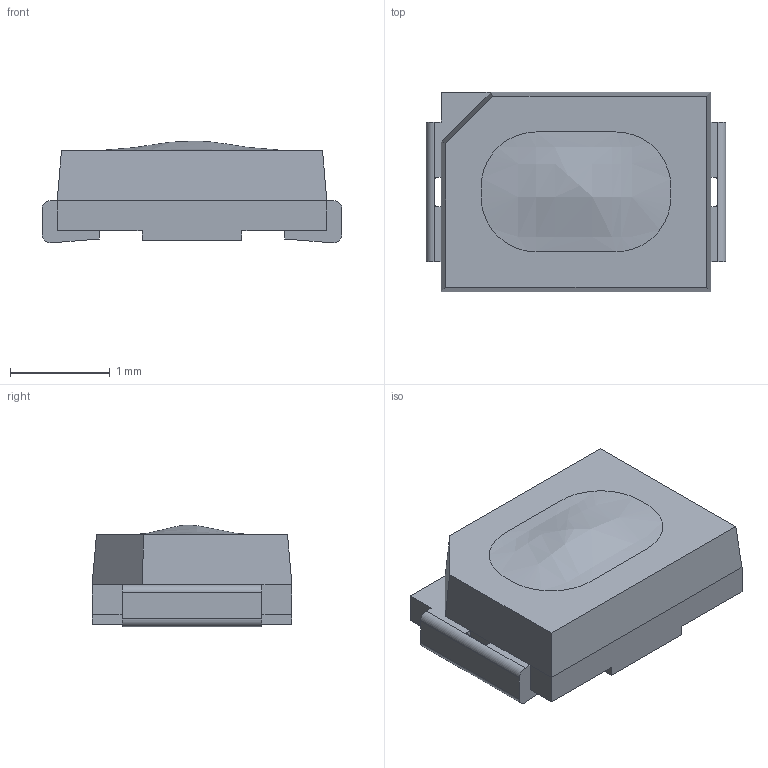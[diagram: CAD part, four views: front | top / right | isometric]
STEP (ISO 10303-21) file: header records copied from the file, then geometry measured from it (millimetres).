
FILE_DESCRIPTION (( 'STEP AP214' ), '1' );
FILE_NAME ('CLM3C-WKW-CXAYA453.STEP', '2023-01-06T19:48:18', ( '' ), ( '' ), 'SwSTEP 2.0', 'SolidWorks 2022', '' );
FILE_SCHEMA (( 'AUTOMOTIVE_DESIGN' ));
Length unit declared in the file: millimetre
Products named in the file (1): CLM3C-WKW-CXAYA453
Bounding box: 3 x 2 x 1.02 mm (x, y, z)
Volume: 4.7 mm3; surface area: 20.5 mm2
Topology: 1 solids, 1 shells, 48 faces, 144 edges, 95 vertices
Faces by surface type: plane 37, cylinder 10, bspline 1
Entity records: 2685 total; most frequent: CARTESIAN_POINT 1351, ORIENTED_EDGE 288, DIRECTION 244, EDGE_CURVE 144, VECTOR 116, LINE 116, VERTEX_POINT 95, AXIS2_PLACEMENT_3D 64
